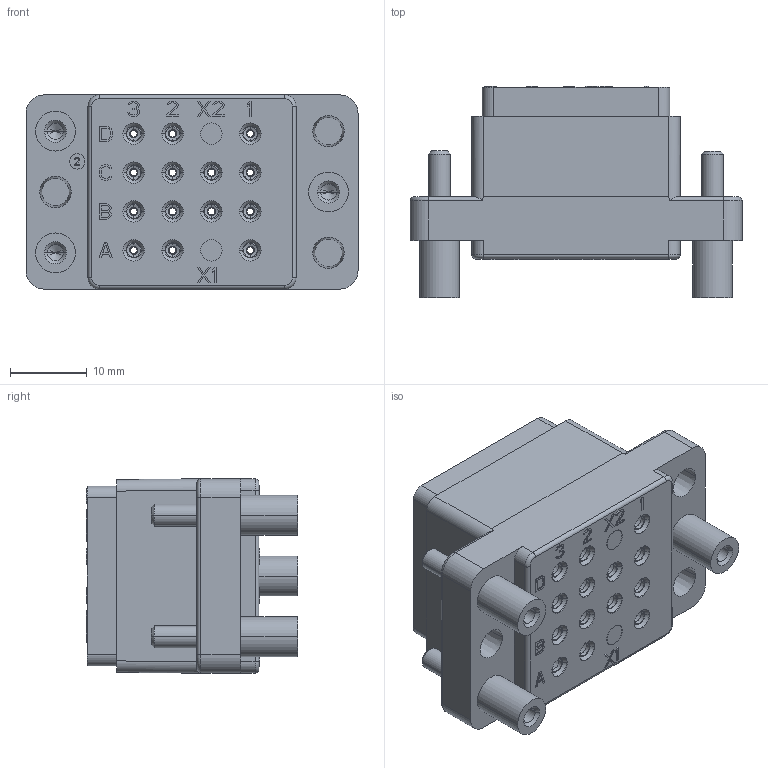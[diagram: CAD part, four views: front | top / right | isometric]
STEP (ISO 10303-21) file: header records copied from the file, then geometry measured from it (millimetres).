
FILE_DESCRIPTION((''),'2;1');
FILE_NAME('00158130202','2020-09-30T',('presta_be4'),(''),'CREO PARAMETRIC BY PTC INC, 2018360','CREO PARAMETRIC BY PTC INC, 2018360','');
FILE_SCHEMA(('CONFIG_CONTROL_DESIGN'));
Products named in the file (1): 00158130202
Bounding box: 43.4 x 27.6 x 25.4 mm (x, y, z)
Volume: 14825.6 mm3; surface area: 11076.9 mm2
Topology: 1 solids, 1 shells, 2233 faces, 5778 edges, 3701 vertices
Faces by surface type: plane 943, cylinder 560, cone 414, torus 316
Entity records: 71154 total; most frequent: CARTESIAN_POINT 17054, ORIENTED_EDGE 11544, DIRECTION 10948, EDGE_CURVE 5772, AXIS2_PLACEMENT_3D 3999, VERTEX_POINT 3701, VECTOR 2950, LINE 2950
